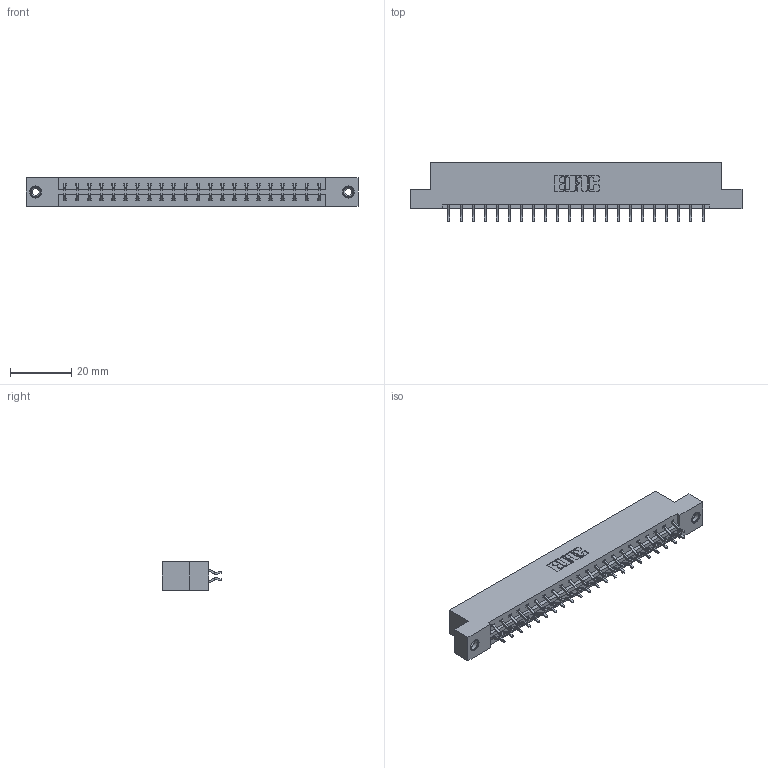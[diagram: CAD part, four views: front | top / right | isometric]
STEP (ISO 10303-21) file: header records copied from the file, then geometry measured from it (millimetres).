
FILE_DESCRIPTION (( 'STEP AP203' ), '1' );
FILE_NAME ('833-044-556-208.STEP', '2020-06-04T01:53:22', ( '' ), ( '' ), 'SwSTEP 2.0', 'SolidWorks 2020', '' );
FILE_SCHEMA (( 'CONFIG_CONTROL_DESIGN' ));
Length unit declared in the file: inch
Products named in the file (4): 833-044-556-208; 345-292-001_556 Tail; 833 Part_Flush - .156 Dia - TI; 345-250-001_345-250-003-102
Assembly tree (47 placements, depth 2):
  833-044-556-208
    833 Part_Flush - .156 Dia - TI
    345-292-001_556 Tail  x44
    345-250-001_345-250-003-102  x2
Bounding box: 108.71 x 19.57 x 9.4 mm (x, y, z)
Volume: 10903.6 mm3; surface area: 12654.2 mm2
Topology: 47 solids, 47 shells, 2726 faces, 8059 edges, 5306 vertices
Faces by surface type: plane 1862, cylinder 848, cone 12, torus 4
Entity records: 18146 total; most frequent: CARTESIAN_POINT 3029, ORIENTED_EDGE 2946, DIRECTION 2643, EDGE_CURVE 1473, VECTOR 1317, LINE 1317, VERTEX_POINT 976, AXIS2_PLACEMENT_3D 663
